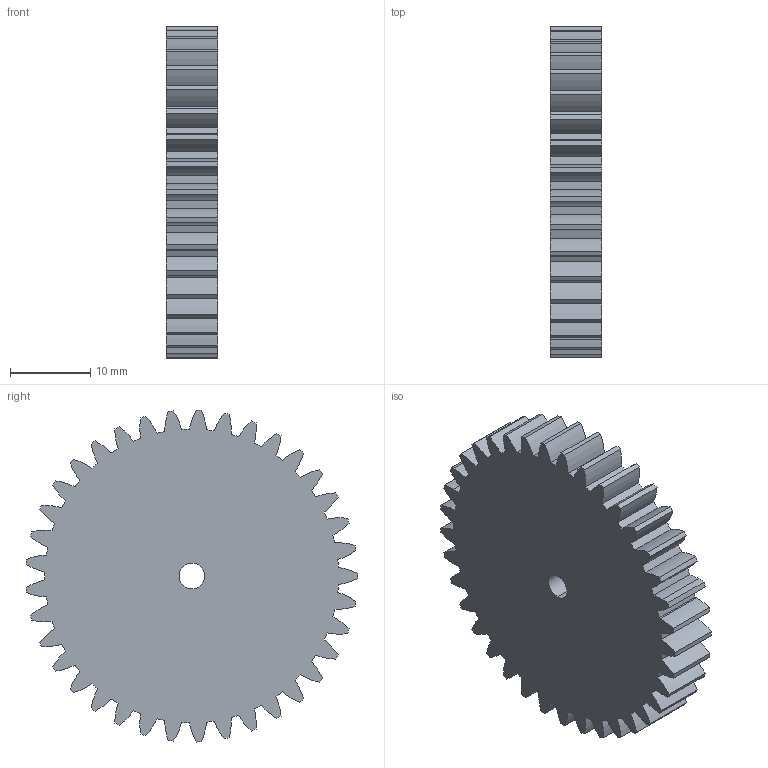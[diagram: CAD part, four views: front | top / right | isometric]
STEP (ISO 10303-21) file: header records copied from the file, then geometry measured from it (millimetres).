
FILE_DESCRIPTION (( 'STEP AP214' ), '1' );
FILE_NAME ('37T Gear V2.STEP', '2024-12-10T16:47:22', ( '' ), ( '' ), 'SwSTEP 2.0', 'SolidWorks 2024', '' );
FILE_SCHEMA (( 'AUTOMOTIVE_DESIGN' ));
Length unit declared in the file: inch
Products named in the file (1): 37T Gear V2
Bounding box: 6.35 x 41.22 x 41.26 mm (x, y, z)
Volume: 7453.2 mm3; surface area: 3977.6 mm2
Topology: 1 solids, 1 shells, 156 faces, 462 edges, 308 vertices
Faces by surface type: cylinder 154, plane 2
Entity records: 5445 total; most frequent: DIRECTION 1084, CARTESIAN_POINT 927, ORIENTED_EDGE 924, AXIS2_PLACEMENT_3D 465, EDGE_CURVE 462, VERTEX_POINT 308, CIRCLE 308, EDGE_LOOP 158
